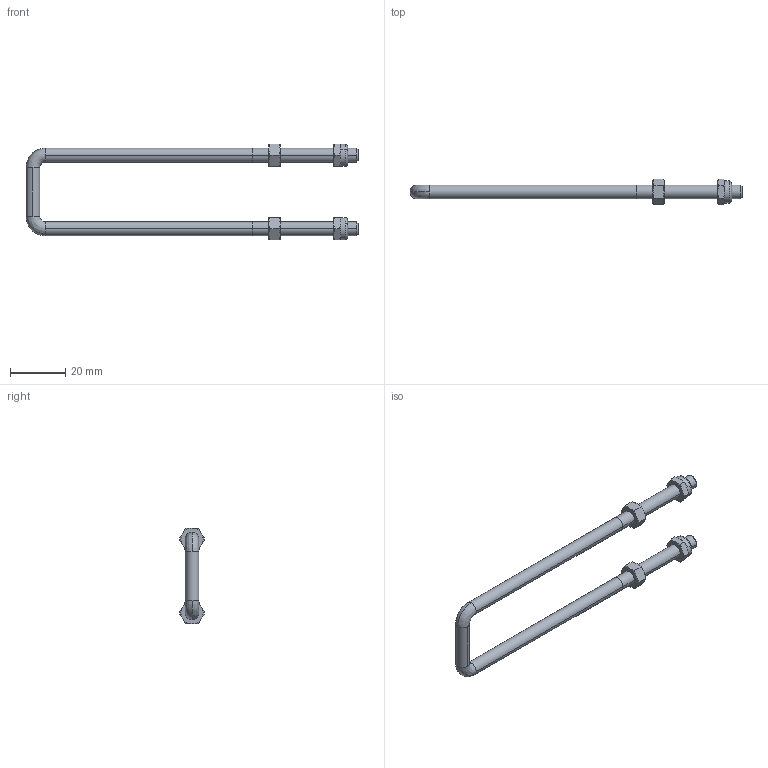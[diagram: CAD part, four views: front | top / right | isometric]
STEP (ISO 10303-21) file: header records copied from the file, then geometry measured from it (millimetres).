
FILE_DESCRIPTION (( 'STEP AP214' ), '1' );
FILE_NAME ('GH-431-LUB.STEP', '2018-07-16T03:07:23', ( 'LinWei' ), ( '' ), 'SwSTEP 2.0', 'SolidWorks 2016', '' );
FILE_SCHEMA (( 'AUTOMOTIVE_DESIGN' ));
Length unit declared in the file: millimetre
Products named in the file (4): Hexagon Nut_2_JIS_JIS B 1181 Hexagon nut - Class 2 Finished M5 --N; 443144; GH-431-LUB; prevailing torque nut thin insert_DIN_DIN EN ISO 10511 - M5 - N
Assembly tree (5 placements, depth 2):
  GH-431-LUB
    443144
    Hexagon Nut_2_JIS_JIS B 1181 Hexagon nut - Class 2 Finished M5 --N  x2
    prevailing torque nut thin insert_DIN_DIN EN ISO 10511 - M5 - N  x2
Bounding box: 120 x 9.24 x 34.6 mm (x, y, z)
Volume: 5739.5 mm3; surface area: 5167.2 mm2
Topology: 7 solids, 7 shells, 146 faces, 310 edges, 180 vertices
Faces by surface type: cone 64, plane 40, cylinder 34, bspline 8
Entity records: 2631 total; most frequent: CARTESIAN_POINT 673, DIRECTION 386, ORIENTED_EDGE 360, EDGE_CURVE 180, AXIS2_PLACEMENT_3D 171, VERTEX_POINT 106, EDGE_LOOP 90, ADVANCED_FACE 85
